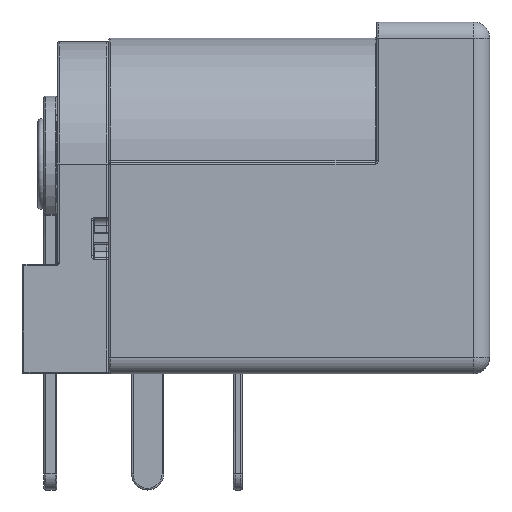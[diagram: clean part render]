
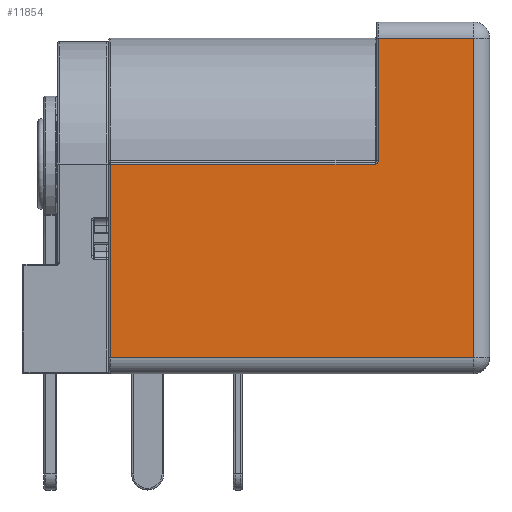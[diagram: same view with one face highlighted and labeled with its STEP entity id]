
A CAD part, left-side view. The second image highlights one B-rep face of the part: STEP entity #11854.
In plain terms, the highlighted planar face has unit normal (-1, 0, 0).
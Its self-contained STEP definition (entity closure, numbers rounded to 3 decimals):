
#945=PLANE('',#13225);
#1749=FACE_OUTER_BOUND('',#2513,.T.);
#2513=EDGE_LOOP('',(#10099,#10100,#10101,#10102,#10103,#10104,#10105));
#3360=CIRCLE('',#13199,0.1);
#4128=LINE('',#21482,#4856);
#4136=LINE('',#21534,#4864);
#4137=LINE('',#21537,#4865);
#4139=LINE('',#21543,#4867);
#4140=LINE('',#21545,#4868);
#4141=LINE('',#21546,#4869);
#4856=VECTOR('',#16444,10.);
#4864=VECTOR('',#16506,10.);
#4865=VECTOR('',#16509,10.);
#4867=VECTOR('',#16515,0.05);
#4868=VECTOR('',#16516,10.);
#4869=VECTOR('',#16517,0.5);
#5718=VERTEX_POINT('',#21471);
#5721=VERTEX_POINT('',#21478);
#5723=VERTEX_POINT('',#21484);
#5739=VERTEX_POINT('',#21525);
#5740=VERTEX_POINT('',#21536);
#5742=VERTEX_POINT('',#21542);
#5743=VERTEX_POINT('',#21544);
#7184=EDGE_CURVE('',#5718,#5721,#4128,.T.);
#7187=EDGE_CURVE('',#5721,#5723,#3360,.T.);
#7210=EDGE_CURVE('',#5723,#5739,#4136,.T.);
#7211=EDGE_CURVE('',#5739,#5740,#4137,.T.);
#7214=EDGE_CURVE('',#5718,#5742,#4139,.T.);
#7215=EDGE_CURVE('',#5743,#5742,#4140,.T.);
#7216=EDGE_CURVE('',#5743,#5740,#4141,.T.);
#10099=ORIENTED_EDGE('',*,*,#7210,.F.);
#10100=ORIENTED_EDGE('',*,*,#7187,.F.);
#10101=ORIENTED_EDGE('',*,*,#7184,.F.);
#10102=ORIENTED_EDGE('',*,*,#7214,.T.);
#10103=ORIENTED_EDGE('',*,*,#7215,.F.);
#10104=ORIENTED_EDGE('',*,*,#7216,.T.);
#10105=ORIENTED_EDGE('',*,*,#7211,.F.);
#11854=ADVANCED_FACE('',(#1749),#945,.T.);
#13199=AXIS2_PLACEMENT_3D('',#21488,#16451,#16452);
#13225=AXIS2_PLACEMENT_3D('',#21541,#16513,#16514);
#16444=DIRECTION('',(0.,-1.,0.));
#16451=DIRECTION('center_axis',(-1.,0.,0.));
#16452=DIRECTION('ref_axis',(0.,-0.707,-0.707));
#16506=DIRECTION('',(0.,0.,1.));
#16509=DIRECTION('',(0.,-1.,0.));
#16513=DIRECTION('center_axis',(-1.,0.,0.));
#16514=DIRECTION('ref_axis',(0.,-1.,0.));
#16515=DIRECTION('',(0.,0.,-1.));
#16516=DIRECTION('',(0.,1.,0.));
#16517=DIRECTION('',(0.,0.,1.));
#21471=CARTESIAN_POINT('',(-4.5,-1.86,6.6));
#21478=CARTESIAN_POINT('',(-4.5,-10.06,6.6));
#21482=CARTESIAN_POINT('',(-4.5,0.89,6.6));
#21484=CARTESIAN_POINT('',(-4.5,-10.16,6.7));
#21488=CARTESIAN_POINT('Origin',(-4.5,-10.06,6.7));
#21525=CARTESIAN_POINT('',(-4.5,-10.16,10.5));
#21534=CARTESIAN_POINT('',(-4.5,-10.16,4.413));
#21536=CARTESIAN_POINT('',(-4.5,-13.11,10.5));
#21537=CARTESIAN_POINT('',(-4.5,-2.735,10.5));
#21541=CARTESIAN_POINT('Origin',(-4.5,0.89,0.1));
#21542=CARTESIAN_POINT('',(-4.5,-1.86,0.6));
#21543=CARTESIAN_POINT('',(-4.5,-1.86,2.7));
#21544=CARTESIAN_POINT('',(-4.5,-13.11,0.6));
#21545=CARTESIAN_POINT('',(-4.5,-2.735,0.6));
#21546=CARTESIAN_POINT('',(-4.5,-13.11,0.1));
